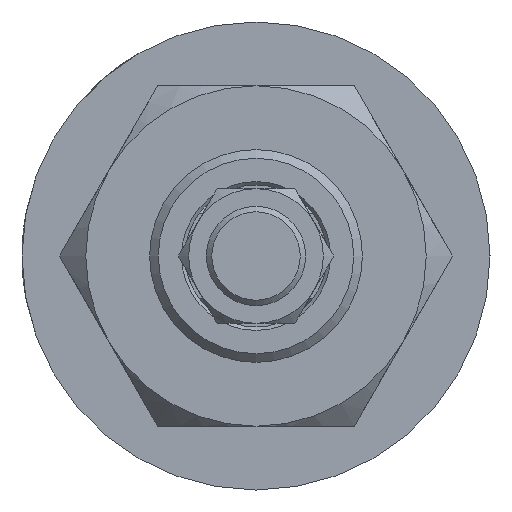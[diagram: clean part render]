
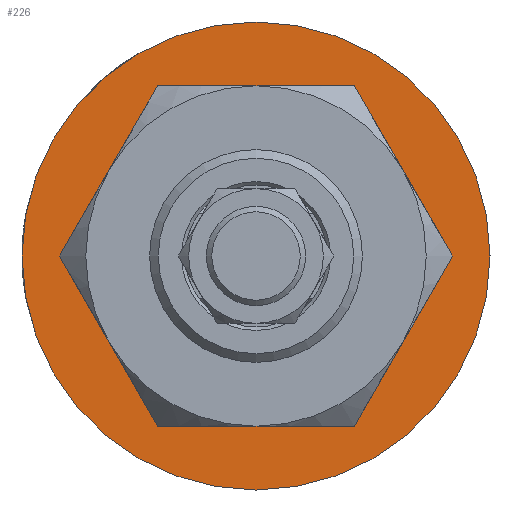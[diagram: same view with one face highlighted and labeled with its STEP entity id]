
A CAD part, left-side view. The second image highlights one B-rep face of the part: STEP entity #226.
In plain terms, the highlighted planar face has unit normal (-1, 0, 0).
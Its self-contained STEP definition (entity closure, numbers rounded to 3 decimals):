
#226 = ADVANCED_FACE( '', ( #521, #522 ), #523, .F. );
#521 = FACE_OUTER_BOUND( '', #930, .T. );
#522 = FACE_BOUND( '', #931, .T. );
#523 = PLANE( '', #932 );
#930 = EDGE_LOOP( '', ( #1408 ) );
#931 = EDGE_LOOP( '', ( #1409 ) );
#932 = AXIS2_PLACEMENT_3D( '', #1410, #1411, #1412 );
#1408 = ORIENTED_EDGE( '', *, *, #2169, .F. );
#1409 = ORIENTED_EDGE( '', *, *, #2170, .T. );
#1410 = CARTESIAN_POINT( '', ( 0., 0., 0. ) );
#1411 = DIRECTION( '', ( 1., 0., 0. ) );
#1412 = DIRECTION( '', ( 0., 0., -1. ) );
#2169 = EDGE_CURVE( '', #2534, #2534, #2535, .T. );
#2170 = EDGE_CURVE( '', #2536, #2536, #2537, .T. );
#2534 = VERTEX_POINT( '', #3158 );
#2535 = CIRCLE( '', #3159, 33. );
#2536 = VERTEX_POINT( '', #3160 );
#2537 = CIRCLE( '', #3161, 16. );
#3158 = CARTESIAN_POINT( '', ( 0., 0., -33. ) );
#3159 = AXIS2_PLACEMENT_3D( '', #4227, #4228, #4229 );
#3160 = CARTESIAN_POINT( '', ( 0., 0., -16. ) );
#3161 = AXIS2_PLACEMENT_3D( '', #4230, #4231, #4232 );
#4227 = CARTESIAN_POINT( '', ( 0., 0., 0. ) );
#4228 = DIRECTION( '', ( 1., 0., 0. ) );
#4229 = DIRECTION( '', ( 0., 0., -1. ) );
#4230 = CARTESIAN_POINT( '', ( 0., 0., 0. ) );
#4231 = DIRECTION( '', ( 1., 0., 0. ) );
#4232 = DIRECTION( '', ( 0., 0., -1. ) );
